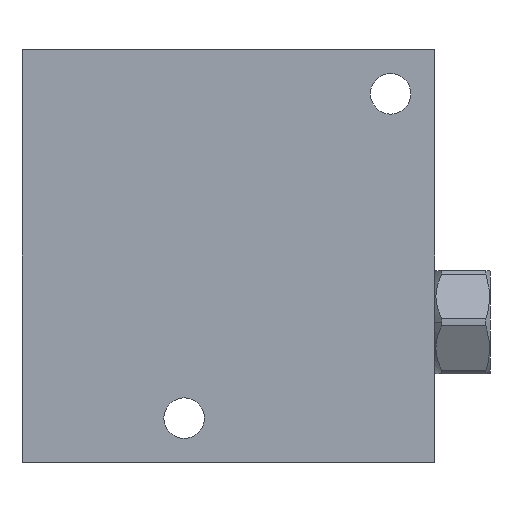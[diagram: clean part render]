
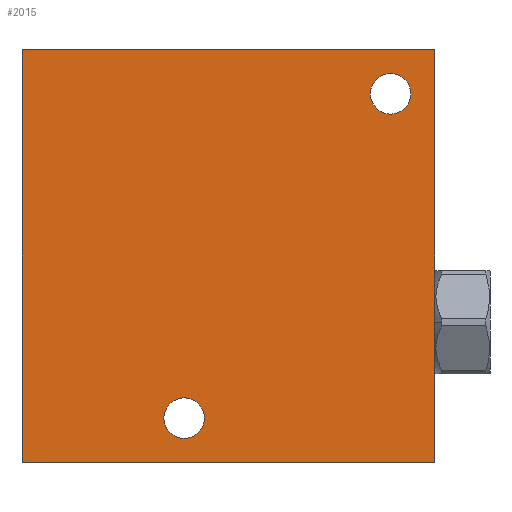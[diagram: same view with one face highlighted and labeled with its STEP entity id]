
A CAD part, left-side view. The second image highlights one B-rep face of the part: STEP entity #2015.
In plain terms, the highlighted planar face has unit normal (-1, 0, 0).
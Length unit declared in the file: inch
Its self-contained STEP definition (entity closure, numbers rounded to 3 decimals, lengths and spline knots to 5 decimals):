
#1=DIRECTION('',(0.,-1.,0.));
#2=VECTOR('',#1,3.5);
#3=CARTESIAN_POINT('',(0.,0.,0.));
#4=LINE('',#3,#2);
#37=DIRECTION('',(0.,0.,1.));
#38=VECTOR('',#37,3.5);
#39=CARTESIAN_POINT('',(0.,0.,0.));
#40=LINE('',#39,#38);
#41=CARTESIAN_POINT('',(0.,-1.375,0.375));
#42=DIRECTION('',(1.,0.,0.));
#43=DIRECTION('',(0.,0.,-1.));
#44=AXIS2_PLACEMENT_3D('',#41,#42,#43);
#46=CARTESIAN_POINT('',(0.,-1.375,0.375));
#47=DIRECTION('',(1.,0.,0.));
#48=DIRECTION('',(0.,0.,1.));
#49=AXIS2_PLACEMENT_3D('',#46,#47,#48);
#51=CARTESIAN_POINT('',(0.,-3.125,3.125));
#52=DIRECTION('',(1.,0.,0.));
#53=DIRECTION('',(0.,0.,-1.));
#54=AXIS2_PLACEMENT_3D('',#51,#52,#53);
#56=CARTESIAN_POINT('',(0.,-3.125,3.125));
#57=DIRECTION('',(1.,0.,0.));
#58=DIRECTION('',(0.,0.,1.));
#59=AXIS2_PLACEMENT_3D('',#56,#57,#58);
#89=DIRECTION('',(0.,0.,1.));
#90=VECTOR('',#89,3.5);
#91=CARTESIAN_POINT('',(0.,-3.5,0.));
#92=LINE('',#91,#90);
#113=DIRECTION('',(0.,-1.,0.));
#114=VECTOR('',#113,3.5);
#115=CARTESIAN_POINT('',(0.,0.,3.5));
#116=LINE('',#115,#114);
#1667=CARTESIAN_POINT('',(0.,0.,0.));
#1668=CARTESIAN_POINT('',(0.,-3.5,0.));
#1669=VERTEX_POINT('',#1667);
#1670=VERTEX_POINT('',#1668);
#1675=CARTESIAN_POINT('',(0.,0.,3.5));
#1676=CARTESIAN_POINT('',(0.,-3.5,3.5));
#1677=VERTEX_POINT('',#1675);
#1678=VERTEX_POINT('',#1676);
#1735=CARTESIAN_POINT('',(0.,-1.375,0.203));
#1736=CARTESIAN_POINT('',(0.,-1.375,0.547));
#1737=VERTEX_POINT('',#1735);
#1738=VERTEX_POINT('',#1736);
#1743=CARTESIAN_POINT('',(0.,-3.125,2.953));
#1744=CARTESIAN_POINT('',(0.,-3.125,3.297));
#1745=VERTEX_POINT('',#1743);
#1746=VERTEX_POINT('',#1744);
#1989=CARTESIAN_POINT('',(0.,0.,0.));
#1990=DIRECTION('',(-1.,0.,0.));
#1991=DIRECTION('',(0.,-1.,0.));
#1992=AXIS2_PLACEMENT_3D('',#1989,#1990,#1991);
#1993=PLANE('',#1992);
#1994=ORIENTED_EDGE('',*,*,#1966,.F.);
#1996=ORIENTED_EDGE('',*,*,#1995,.T.);
#1998=ORIENTED_EDGE('',*,*,#1997,.T.);
#2000=ORIENTED_EDGE('',*,*,#1999,.F.);
#2001=EDGE_LOOP('',(#1994,#1996,#1998,#2000));
#2002=FACE_OUTER_BOUND('',#2001,.F.);
#2004=ORIENTED_EDGE('',*,*,#2003,.F.);
#2006=ORIENTED_EDGE('',*,*,#2005,.F.);
#2007=EDGE_LOOP('',(#2004,#2006));
#2008=FACE_BOUND('',#2007,.F.);
#2010=ORIENTED_EDGE('',*,*,#2009,.F.);
#2012=ORIENTED_EDGE('',*,*,#2011,.F.);
#2013=EDGE_LOOP('',(#2010,#2012));
#2014=FACE_BOUND('',#2013,.F.);
#2015=ADVANCED_FACE('',(#2002,#2008,#2014),#1993,.T.);
#45=CIRCLE('',#44,0.172);
#50=CIRCLE('',#49,0.172);
#55=CIRCLE('',#54,0.172);
#60=CIRCLE('',#59,0.172);
#1966=EDGE_CURVE('',#1669,#1670,#4,.T.);
#1995=EDGE_CURVE('',#1669,#1677,#40,.T.);
#1997=EDGE_CURVE('',#1677,#1678,#116,.T.);
#1999=EDGE_CURVE('',#1670,#1678,#92,.T.);
#2003=EDGE_CURVE('',#1737,#1738,#45,.T.);
#2005=EDGE_CURVE('',#1738,#1737,#50,.T.);
#2009=EDGE_CURVE('',#1745,#1746,#55,.T.);
#2011=EDGE_CURVE('',#1746,#1745,#60,.T.);
